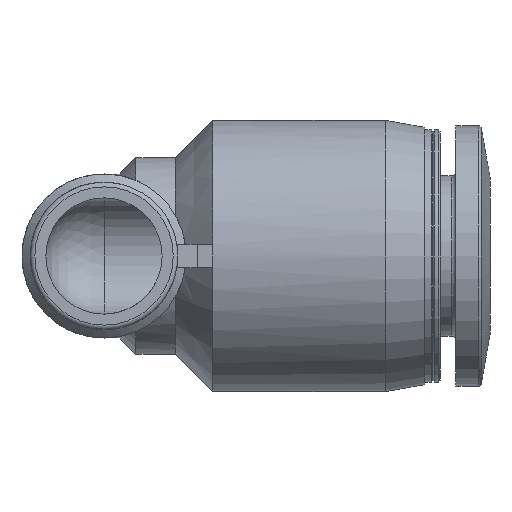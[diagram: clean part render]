
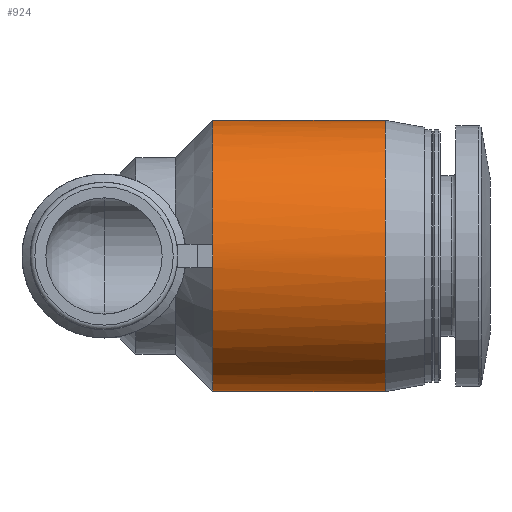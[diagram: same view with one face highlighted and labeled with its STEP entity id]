
A CAD part, front view. The second image highlights one B-rep face of the part: STEP entity #924.
In plain terms, the highlighted cylindrical face has radius 8.75 mm (diameter 17.5 mm), a full revolution.
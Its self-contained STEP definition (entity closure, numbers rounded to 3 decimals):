
#160=ORIENTED_EDGE('',*,*,#308,.F.);
#161=ORIENTED_EDGE('',*,*,#309,.T.);
#162=ORIENTED_EDGE('',*,*,#306,.T.);
#163=ORIENTED_EDGE('',*,*,#310,.T.);
#306=EDGE_CURVE('',#380,#379,#425,.T.);
#308=EDGE_CURVE('',#381,#381,#426,.T.);
#309=EDGE_CURVE('',#382,#380,#427,.T.);
#310=EDGE_CURVE('',#379,#382,#428,.T.);
#379=VERTEX_POINT('',#1364);
#380=VERTEX_POINT('',#1366);
#381=VERTEX_POINT('',#1373);
#382=VERTEX_POINT('',#1375);
#425=CIRCLE('',#989,8.75);
#426=CIRCLE('',#991,8.75);
#427=CIRCLE('',#992,8.75);
#428=CIRCLE('',#993,8.75);
#466=EDGE_LOOP('',(#160));
#467=EDGE_LOOP('',(#161,#162,#163));
#533=FACE_BOUND('',#466,.T.);
#534=FACE_BOUND('',#467,.T.);
#595=CYLINDRICAL_SURFACE('',#990,8.75);
#924=ADVANCED_FACE('',(#533,#534),#595,.T.);
#989=AXIS2_PLACEMENT_3D('',#1365,#1112,#1113);
#990=AXIS2_PLACEMENT_3D('',#1371,#1114,#1115);
#991=AXIS2_PLACEMENT_3D('',#1372,#1116,#1117);
#992=AXIS2_PLACEMENT_3D('',#1374,#1118,#1119);
#993=AXIS2_PLACEMENT_3D('',#1376,#1120,#1121);
#1112=DIRECTION('',(1.,0.,0.));
#1113=DIRECTION('',(0.,0.,-1.));
#1114=DIRECTION('',(1.,0.,0.));
#1115=DIRECTION('',(0.,0.,-1.));
#1116=DIRECTION('',(1.,0.,0.));
#1117=DIRECTION('',(0.,0.,-1.));
#1118=DIRECTION('',(1.,0.,0.));
#1119=DIRECTION('',(0.,0.,-1.));
#1120=DIRECTION('',(1.,0.,0.));
#1121=DIRECTION('',(0.,0.,-1.));
#1364=CARTESIAN_POINT('',(7.,-8.718,0.75));
#1365=CARTESIAN_POINT('',(7.,0.,0.));
#1366=CARTESIAN_POINT('',(7.,-8.718,-0.75));
#1371=CARTESIAN_POINT('',(24.9,0.,0.));
#1372=CARTESIAN_POINT('',(18.148,0.,0.));
#1373=CARTESIAN_POINT('',(18.148,0.,-8.75));
#1374=CARTESIAN_POINT('',(7.,0.,0.));
#1375=CARTESIAN_POINT('',(7.,-8.75,0.));
#1376=CARTESIAN_POINT('',(7.,0.,0.));
